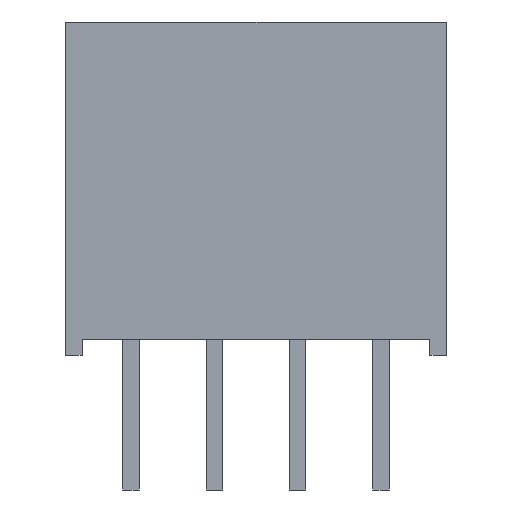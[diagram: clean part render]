
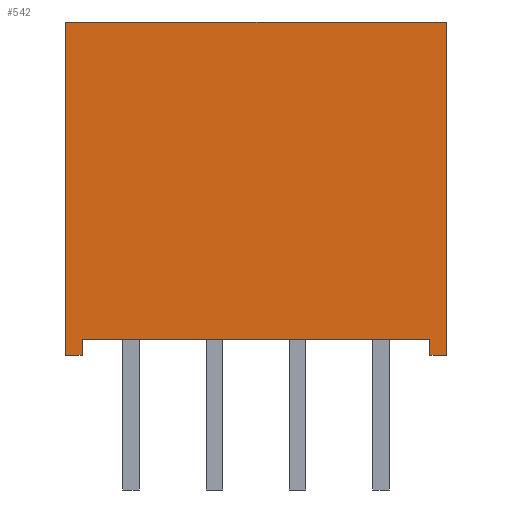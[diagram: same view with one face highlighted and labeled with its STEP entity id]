
A CAD part, front view. The second image highlights one B-rep face of the part: STEP entity #542.
In plain terms, the highlighted planar face has unit normal (0, -1, 0).
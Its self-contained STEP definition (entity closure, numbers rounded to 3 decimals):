
#32=FACE_OUTER_BOUND('',#66,.T.);
#66=EDGE_LOOP('',(#395,#396,#397,#398,#399,#400,#401,#402));
#91=LINE('',#765,#163);
#95=LINE('',#773,#167);
#98=LINE('',#779,#170);
#101=LINE('',#785,#173);
#104=LINE('',#791,#176);
#107=LINE('',#797,#179);
#110=LINE('',#803,#182);
#113=LINE('',#808,#185);
#163=VECTOR('',#623,10.);
#167=VECTOR('',#629,10.);
#170=VECTOR('',#634,10.);
#173=VECTOR('',#639,10.);
#176=VECTOR('',#644,10.);
#179=VECTOR('',#649,10.);
#182=VECTOR('',#654,10.);
#185=VECTOR('',#659,10.);
#235=VERTEX_POINT('',#763);
#236=VERTEX_POINT('',#764);
#239=VERTEX_POINT('',#772);
#241=VERTEX_POINT('',#778);
#243=VERTEX_POINT('',#784);
#245=VERTEX_POINT('',#790);
#247=VERTEX_POINT('',#796);
#249=VERTEX_POINT('',#802);
#283=EDGE_CURVE('',#235,#236,#91,.T.);
#287=EDGE_CURVE('',#235,#239,#95,.T.);
#290=EDGE_CURVE('',#241,#239,#98,.T.);
#293=EDGE_CURVE('',#243,#241,#101,.T.);
#296=EDGE_CURVE('',#245,#243,#104,.T.);
#299=EDGE_CURVE('',#247,#245,#107,.T.);
#302=EDGE_CURVE('',#249,#247,#110,.T.);
#305=EDGE_CURVE('',#236,#249,#113,.T.);
#395=ORIENTED_EDGE('',*,*,#299,.F.);
#396=ORIENTED_EDGE('',*,*,#302,.F.);
#397=ORIENTED_EDGE('',*,*,#305,.F.);
#398=ORIENTED_EDGE('',*,*,#283,.F.);
#399=ORIENTED_EDGE('',*,*,#287,.T.);
#400=ORIENTED_EDGE('',*,*,#290,.F.);
#401=ORIENTED_EDGE('',*,*,#293,.F.);
#402=ORIENTED_EDGE('',*,*,#296,.F.);
#508=PLANE('',#594);
#542=ADVANCED_FACE('',(#32),#508,.F.);
#594=AXIS2_PLACEMENT_3D('',#811,#663,#664);
#623=DIRECTION('',(0.,0.,-1.));
#629=DIRECTION('',(-1.,0.,0.));
#634=DIRECTION('',(0.,0.,1.));
#639=DIRECTION('',(-1.,0.,0.));
#644=DIRECTION('',(0.,0.,-1.));
#649=DIRECTION('',(-1.,0.,0.));
#654=DIRECTION('',(0.,0.,1.));
#659=DIRECTION('',(-1.,0.,0.));
#663=DIRECTION('center_axis',(0.,1.,0.));
#664=DIRECTION('ref_axis',(1.,0.,0.));
#763=CARTESIAN_POINT('',(5.8,0.,10.16));
#764=CARTESIAN_POINT('',(5.8,0.,0.));
#765=CARTESIAN_POINT('',(5.8,0.,10.16));
#772=CARTESIAN_POINT('',(-5.8,0.,10.16));
#773=CARTESIAN_POINT('',(5.8,0.,10.16));
#778=CARTESIAN_POINT('',(-5.8,0.,0.));
#779=CARTESIAN_POINT('',(-5.8,0.,0.));
#784=CARTESIAN_POINT('',(-5.3,0.,0.));
#785=CARTESIAN_POINT('',(-5.3,0.,0.));
#790=CARTESIAN_POINT('',(-5.3,0.,0.5));
#791=CARTESIAN_POINT('',(-5.3,0.,0.5));
#796=CARTESIAN_POINT('',(5.3,0.,0.5));
#797=CARTESIAN_POINT('',(5.3,0.,0.5));
#802=CARTESIAN_POINT('',(5.3,0.,0.));
#803=CARTESIAN_POINT('',(5.3,0.,0.));
#808=CARTESIAN_POINT('',(5.8,0.,0.));
#811=CARTESIAN_POINT('Origin',(0.,0.,5.08));
